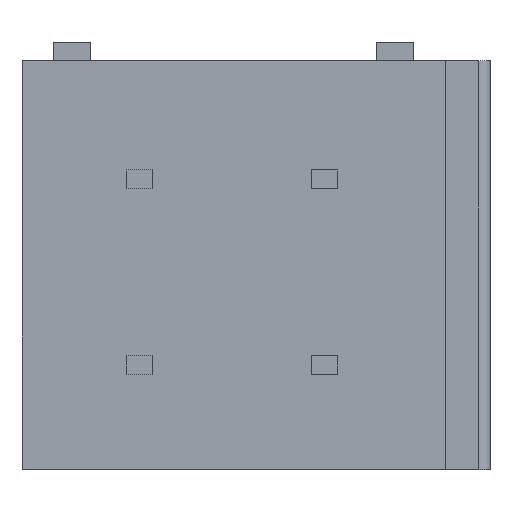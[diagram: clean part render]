
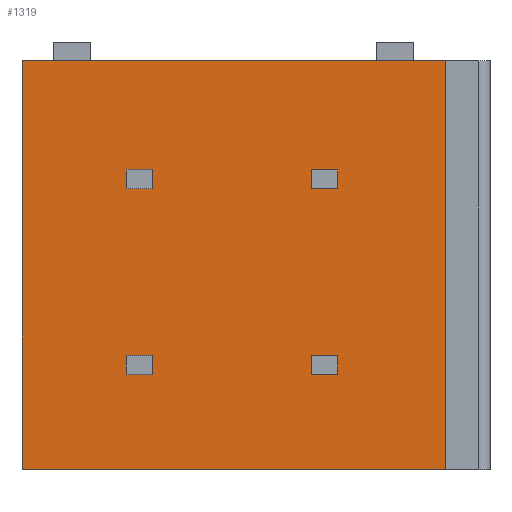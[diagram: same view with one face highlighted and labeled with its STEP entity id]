
A CAD part, top view. The second image highlights one B-rep face of the part: STEP entity #1319.
In plain terms, the highlighted planar face has unit normal (0, 0, 1).
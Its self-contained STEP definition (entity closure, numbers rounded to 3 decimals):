
#23=DIRECTION('',(1.,0.,0.));
#24=VECTOR('',#23,11.4);
#25=CARTESIAN_POINT('',(-6.3,-7.8,4.55));
#26=LINE('',#25,#24);
#80=DIRECTION('',(0.,1.,0.));
#81=VECTOR('',#80,11.);
#82=CARTESIAN_POINT('',(5.1,-7.8,4.55));
#83=LINE('',#82,#81);
#84=DIRECTION('',(0.,1.,0.));
#85=VECTOR('',#84,11.);
#86=CARTESIAN_POINT('',(-6.3,-7.8,4.55));
#87=LINE('',#86,#85);
#88=DIRECTION('',(-1.,0.,0.));
#89=VECTOR('',#88,0.7);
#90=CARTESIAN_POINT('',(-2.8,0.25,4.55));
#91=LINE('',#90,#89);
#92=DIRECTION('',(0.,-1.,0.));
#93=VECTOR('',#92,0.5);
#94=CARTESIAN_POINT('',(-3.5,0.25,4.55));
#95=LINE('',#94,#93);
#96=DIRECTION('',(1.,0.,0.));
#97=VECTOR('',#96,0.7);
#98=CARTESIAN_POINT('',(-3.5,-0.25,4.55));
#99=LINE('',#98,#97);
#100=DIRECTION('',(0.,1.,0.));
#101=VECTOR('',#100,0.5);
#102=CARTESIAN_POINT('',(-2.8,-0.25,4.55));
#103=LINE('',#102,#101);
#104=DIRECTION('',(-1.,0.,0.));
#105=VECTOR('',#104,0.7);
#106=CARTESIAN_POINT('',(2.2,0.25,4.55));
#107=LINE('',#106,#105);
#108=DIRECTION('',(0.,-1.,0.));
#109=VECTOR('',#108,0.5);
#110=CARTESIAN_POINT('',(1.5,0.25,4.55));
#111=LINE('',#110,#109);
#112=DIRECTION('',(1.,0.,0.));
#113=VECTOR('',#112,0.7);
#114=CARTESIAN_POINT('',(1.5,-0.25,4.55));
#115=LINE('',#114,#113);
#116=DIRECTION('',(0.,1.,0.));
#117=VECTOR('',#116,0.5);
#118=CARTESIAN_POINT('',(2.2,-0.25,4.55));
#119=LINE('',#118,#117);
#120=DIRECTION('',(-1.,0.,0.));
#121=VECTOR('',#120,0.7);
#122=CARTESIAN_POINT('',(-2.8,-4.75,4.55));
#123=LINE('',#122,#121);
#124=DIRECTION('',(0.,-1.,0.));
#125=VECTOR('',#124,0.5);
#126=CARTESIAN_POINT('',(-3.5,-4.75,4.55));
#127=LINE('',#126,#125);
#128=DIRECTION('',(1.,0.,0.));
#129=VECTOR('',#128,0.7);
#130=CARTESIAN_POINT('',(-3.5,-5.25,4.55));
#131=LINE('',#130,#129);
#132=DIRECTION('',(0.,1.,0.));
#133=VECTOR('',#132,0.5);
#134=CARTESIAN_POINT('',(-2.8,-5.25,4.55));
#135=LINE('',#134,#133);
#136=DIRECTION('',(-1.,0.,0.));
#137=VECTOR('',#136,0.7);
#138=CARTESIAN_POINT('',(2.2,-4.75,4.55));
#139=LINE('',#138,#137);
#140=DIRECTION('',(0.,-1.,0.));
#141=VECTOR('',#140,0.5);
#142=CARTESIAN_POINT('',(1.5,-4.75,4.55));
#143=LINE('',#142,#141);
#144=DIRECTION('',(1.,0.,0.));
#145=VECTOR('',#144,0.7);
#146=CARTESIAN_POINT('',(1.5,-5.25,4.55));
#147=LINE('',#146,#145);
#148=DIRECTION('',(0.,1.,0.));
#149=VECTOR('',#148,0.5);
#150=CARTESIAN_POINT('',(2.2,-5.25,4.55));
#151=LINE('',#150,#149);
#222=DIRECTION('',(1.,0.,0.));
#223=VECTOR('',#222,11.4);
#224=CARTESIAN_POINT('',(-6.3,3.2,4.55));
#225=LINE('',#224,#223);
#891=CARTESIAN_POINT('',(-6.3,-7.8,4.55));
#892=CARTESIAN_POINT('',(5.1,-7.8,4.55));
#893=VERTEX_POINT('',#891);
#894=VERTEX_POINT('',#892);
#921=CARTESIAN_POINT('',(-6.3,3.2,4.55));
#922=VERTEX_POINT('',#921);
#923=CARTESIAN_POINT('',(5.1,3.2,4.55));
#924=VERTEX_POINT('',#923);
#1107=CARTESIAN_POINT('',(-2.8,0.25,4.55));
#1108=CARTESIAN_POINT('',(-3.5,0.25,4.55));
#1109=VERTEX_POINT('',#1107);
#1110=VERTEX_POINT('',#1108);
#1111=CARTESIAN_POINT('',(-3.5,-0.25,4.55));
#1112=VERTEX_POINT('',#1111);
#1113=CARTESIAN_POINT('',(-2.8,-0.25,4.55));
#1114=VERTEX_POINT('',#1113);
#1115=CARTESIAN_POINT('',(2.2,0.25,4.55));
#1116=CARTESIAN_POINT('',(1.5,0.25,4.55));
#1117=VERTEX_POINT('',#1115);
#1118=VERTEX_POINT('',#1116);
#1119=CARTESIAN_POINT('',(1.5,-0.25,4.55));
#1120=VERTEX_POINT('',#1119);
#1121=CARTESIAN_POINT('',(2.2,-0.25,4.55));
#1122=VERTEX_POINT('',#1121);
#1139=CARTESIAN_POINT('',(-2.8,-4.75,4.55));
#1140=CARTESIAN_POINT('',(-3.5,-4.75,4.55));
#1141=VERTEX_POINT('',#1139);
#1142=VERTEX_POINT('',#1140);
#1143=CARTESIAN_POINT('',(-3.5,-5.25,4.55));
#1144=VERTEX_POINT('',#1143);
#1145=CARTESIAN_POINT('',(-2.8,-5.25,4.55));
#1146=VERTEX_POINT('',#1145);
#1147=CARTESIAN_POINT('',(2.2,-4.75,4.55));
#1148=CARTESIAN_POINT('',(1.5,-4.75,4.55));
#1149=VERTEX_POINT('',#1147);
#1150=VERTEX_POINT('',#1148);
#1151=CARTESIAN_POINT('',(1.5,-5.25,4.55));
#1152=VERTEX_POINT('',#1151);
#1153=CARTESIAN_POINT('',(2.2,-5.25,4.55));
#1154=VERTEX_POINT('',#1153);
#1266=CARTESIAN_POINT('',(-6.3,-7.8,4.55));
#1267=DIRECTION('',(0.,0.,1.));
#1268=DIRECTION('',(1.,0.,0.));
#1269=AXIS2_PLACEMENT_3D('',#1266,#1267,#1268);
#1270=PLANE('',#1269);
#1272=ORIENTED_EDGE('',*,*,#1271,.T.);
#1274=ORIENTED_EDGE('',*,*,#1273,.T.);
#1275=ORIENTED_EDGE('',*,*,#1257,.F.);
#1276=ORIENTED_EDGE('',*,*,#1170,.F.);
#1277=EDGE_LOOP('',(#1272,#1274,#1275,#1276));
#1278=FACE_OUTER_BOUND('',#1277,.F.);
#1280=ORIENTED_EDGE('',*,*,#1279,.T.);
#1282=ORIENTED_EDGE('',*,*,#1281,.T.);
#1284=ORIENTED_EDGE('',*,*,#1283,.T.);
#1286=ORIENTED_EDGE('',*,*,#1285,.T.);
#1287=EDGE_LOOP('',(#1280,#1282,#1284,#1286));
#1288=FACE_BOUND('',#1287,.F.);
#1290=ORIENTED_EDGE('',*,*,#1289,.T.);
#1292=ORIENTED_EDGE('',*,*,#1291,.T.);
#1294=ORIENTED_EDGE('',*,*,#1293,.T.);
#1296=ORIENTED_EDGE('',*,*,#1295,.T.);
#1297=EDGE_LOOP('',(#1290,#1292,#1294,#1296));
#1298=FACE_BOUND('',#1297,.F.);
#1300=ORIENTED_EDGE('',*,*,#1299,.T.);
#1302=ORIENTED_EDGE('',*,*,#1301,.T.);
#1304=ORIENTED_EDGE('',*,*,#1303,.T.);
#1306=ORIENTED_EDGE('',*,*,#1305,.T.);
#1307=EDGE_LOOP('',(#1300,#1302,#1304,#1306));
#1308=FACE_BOUND('',#1307,.F.);
#1310=ORIENTED_EDGE('',*,*,#1309,.T.);
#1312=ORIENTED_EDGE('',*,*,#1311,.T.);
#1314=ORIENTED_EDGE('',*,*,#1313,.T.);
#1316=ORIENTED_EDGE('',*,*,#1315,.T.);
#1317=EDGE_LOOP('',(#1310,#1312,#1314,#1316));
#1318=FACE_BOUND('',#1317,.F.);
#1319=ADVANCED_FACE('',(#1278,#1288,#1298,#1308,#1318),#1270,.T.);
#1170=EDGE_CURVE('',#893,#894,#26,.T.);
#1257=EDGE_CURVE('',#894,#924,#83,.T.);
#1271=EDGE_CURVE('',#893,#922,#87,.T.);
#1273=EDGE_CURVE('',#922,#924,#225,.T.);
#1279=EDGE_CURVE('',#1109,#1110,#91,.T.);
#1281=EDGE_CURVE('',#1110,#1112,#95,.T.);
#1283=EDGE_CURVE('',#1112,#1114,#99,.T.);
#1285=EDGE_CURVE('',#1114,#1109,#103,.T.);
#1289=EDGE_CURVE('',#1117,#1118,#107,.T.);
#1291=EDGE_CURVE('',#1118,#1120,#111,.T.);
#1293=EDGE_CURVE('',#1120,#1122,#115,.T.);
#1295=EDGE_CURVE('',#1122,#1117,#119,.T.);
#1299=EDGE_CURVE('',#1141,#1142,#123,.T.);
#1301=EDGE_CURVE('',#1142,#1144,#127,.T.);
#1303=EDGE_CURVE('',#1144,#1146,#131,.T.);
#1305=EDGE_CURVE('',#1146,#1141,#135,.T.);
#1309=EDGE_CURVE('',#1149,#1150,#139,.T.);
#1311=EDGE_CURVE('',#1150,#1152,#143,.T.);
#1313=EDGE_CURVE('',#1152,#1154,#147,.T.);
#1315=EDGE_CURVE('',#1154,#1149,#151,.T.);
